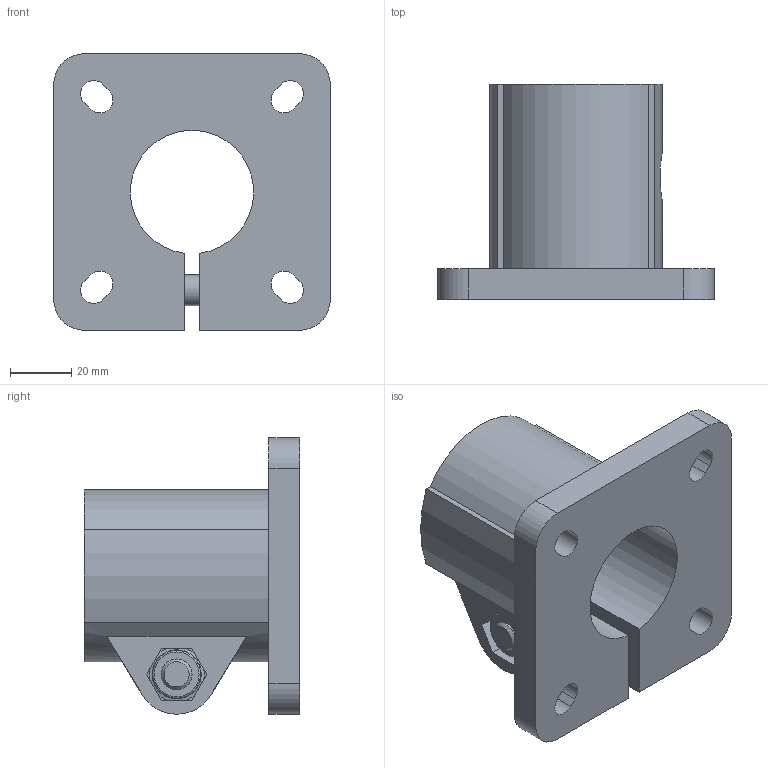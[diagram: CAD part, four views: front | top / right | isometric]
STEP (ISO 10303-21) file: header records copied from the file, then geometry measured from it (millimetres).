
FILE_DESCRIPTION( ( 'STEP AP214' ), '1' );
FILE_NAME( 'K0477.540.stp', '2020-12-08T09:54:10', ( '' ), ( '' ), ' ', 'PARTsolutions', ' ' );
FILE_SCHEMA( ( 'AUTOMOTIVE_DESIGN { 1 0 10303 214 1 1 1 1 }' ) );
Length unit declared in the file: millimetre
Products named in the file (1): _K0477.540
Bounding box: 90 x 70 x 90 mm (x, y, z)
Volume: 151397.7 mm3; surface area: 43587.7 mm2
Topology: 1 solids, 1 shells, 93 faces, 263 edges, 175 vertices
Faces by surface type: plane 55, cylinder 33, cone 3, torus 2
Full cylindrical faces by diameter (mm): 10 x2, 10.5 x2, 15 x1, 15.6 x1, 15.9 x1
Entity records: 3834 total; most frequent: CARTESIAN_POINT 649, DIRECTION 494, ORIENTED_EDGE 492, EDGE_CURVE 246, VERTEX_POINT 170, AXIS2_PLACEMENT_3D 167, LINE 160, VECTOR 160
